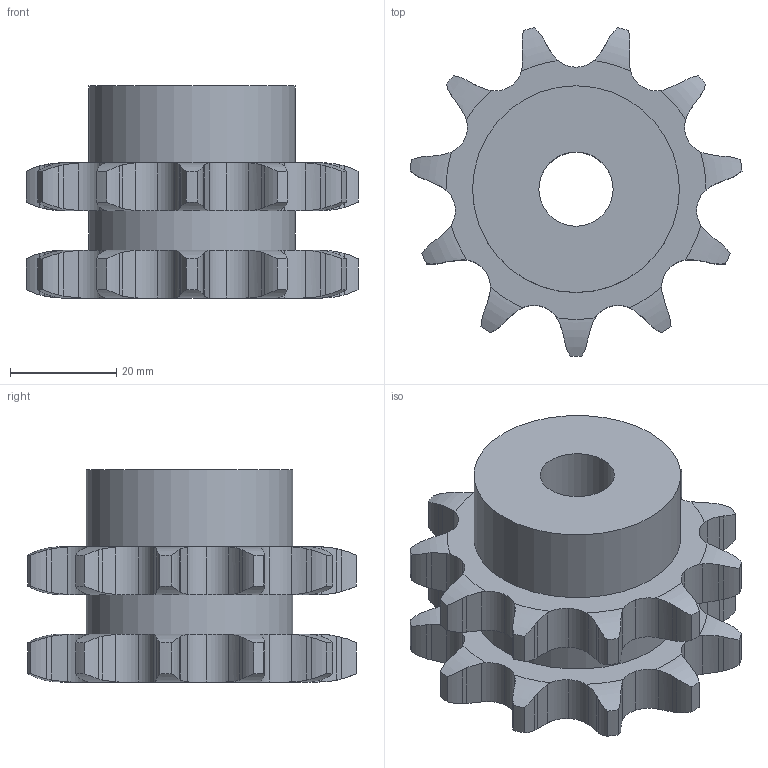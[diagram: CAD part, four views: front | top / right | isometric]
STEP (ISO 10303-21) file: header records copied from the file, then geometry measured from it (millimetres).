
FILE_DESCRIPTION(('FreeCAD Model'),'2;1');
FILE_NAME('Open CASCADE Shape Model','2021-08-01T08:53:09',('FreeCAD'),( 'FreeCAD'),'Open CASCADE STEP processor 7.4','FreeCAD','Unknown');
FILE_SCHEMA(('AUTOMOTIVE_DESIGN { 1 0 10303 214 1 1 1 1 }'));
Length unit declared in the file: millimetre
Products named in the file (1): Open CASCADE STEP translator 7.4 4
Bounding box: 62.63 x 62.01 x 40 mm (x, y, z)
Volume: 58672.5 mm3; surface area: 14916.6 mm2
Topology: 1 solids, 1 shells, 255 faces, 748 edges, 499 vertices
Faces by surface type: cylinder 157, plane 50, torus 48
Full cylindrical faces by diameter (mm): 14 x1, 39 x2
Entity records: 22365 total; most frequent: CARTESIAN_POINT 9593, DIRECTION 1775, ORIENTED_EDGE 1496, PCURVE 1496, DEFINITIONAL_REPRESENTATION 1496, B_SPLINE_CURVE_WITH_KNOTS 1068, LINE 841, VECTOR 841
